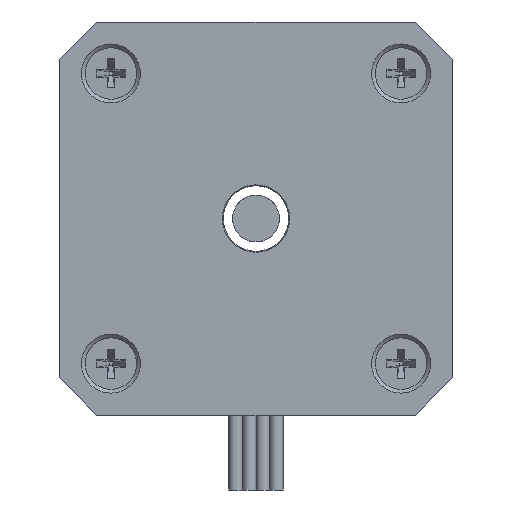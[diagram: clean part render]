
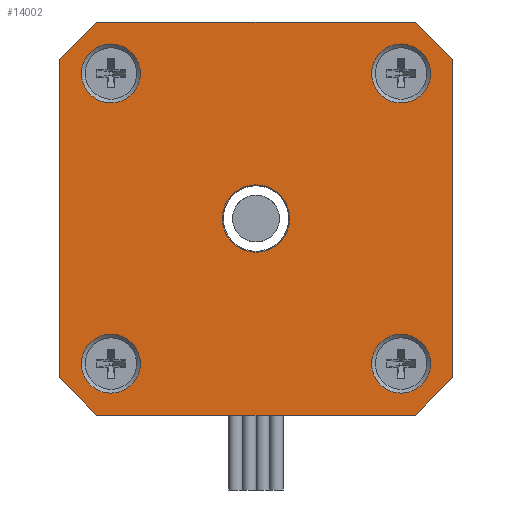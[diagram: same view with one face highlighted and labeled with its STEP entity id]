
A CAD part, front view. The second image highlights one B-rep face of the part: STEP entity #14002.
In plain terms, the highlighted planar face has unit normal (0, -1, 0).
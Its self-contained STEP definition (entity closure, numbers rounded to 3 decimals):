
#133 = CARTESIAN_POINT ( 'NONE',  ( 15.5, -33.3, -15.5 ) ) ;
#304 = EDGE_CURVE ( 'NONE', #6110, #6110, #7837, .T. ) ;
#602 = CARTESIAN_POINT ( 'NONE',  ( -17., -33.3, 21. ) ) ;
#716 = CARTESIAN_POINT ( 'NONE',  ( -21., -33.3, 17. ) ) ;
#735 = EDGE_LOOP ( 'NONE', ( #13690 ) ) ;
#964 = EDGE_CURVE ( 'NONE', #17970, #11333, #13332, .T. ) ;
#1363 = LINE ( 'NONE', #8868, #5662 ) ;
#1422 = CARTESIAN_POINT ( 'NONE',  ( 17., -33.3, -21. ) ) ;
#1534 = AXIS2_PLACEMENT_3D ( 'NONE', #5803, #19407, #4705 ) ;
#1641 = VECTOR ( 'NONE', #19143, 1000. ) ;
#1971 = VERTEX_POINT ( 'NONE', #6791 ) ;
#2227 = CIRCLE ( 'NONE', #17673, 3.15 ) ;
#2357 = CIRCLE ( 'NONE', #19356, 3.15 ) ;
#3206 = CARTESIAN_POINT ( 'NONE',  ( -15.5, -33.3, 15.5 ) ) ;
#3335 = ORIENTED_EDGE ( 'NONE', *, *, #964, .T. ) ;
#3445 = CARTESIAN_POINT ( 'NONE',  ( -17., -33.3, -21. ) ) ;
#3719 = CARTESIAN_POINT ( 'NONE',  ( 15.5, -33.3, 12.35 ) ) ;
#3789 = DIRECTION ( 'NONE',  ( 0., -1., 0. ) ) ;
#3824 = EDGE_CURVE ( 'NONE', #10309, #17970, #3892, .T. ) ;
#3892 = LINE ( 'NONE', #6066, #9286 ) ;
#4376 = ORIENTED_EDGE ( 'NONE', *, *, #3824, .T. ) ;
#4571 = DIRECTION ( 'NONE',  ( 0., 0., -1. ) ) ;
#4705 = DIRECTION ( 'NONE',  ( 0., 0., -1. ) ) ;
#4738 = VECTOR ( 'NONE', #7689, 1000. ) ;
#4957 = DIRECTION ( 'NONE',  ( 0., 0., -1. ) ) ;
#5040 = LINE ( 'NONE', #15311, #14200 ) ;
#5044 = CARTESIAN_POINT ( 'NONE',  ( -17., -33.3, -21. ) ) ;
#5054 = LINE ( 'NONE', #8330, #15902 ) ;
#5078 = ORIENTED_EDGE ( 'NONE', *, *, #7771, .F. ) ;
#5131 = LINE ( 'NONE', #18724, #14035 ) ;
#5329 = ORIENTED_EDGE ( 'NONE', *, *, #8000, .T. ) ;
#5662 = VECTOR ( 'NONE', #19489, 1000. ) ;
#5693 = EDGE_LOOP ( 'NONE', ( #5078 ) ) ;
#5803 = CARTESIAN_POINT ( 'NONE',  ( 0., -33.3, 0. ) ) ;
#5862 = DIRECTION ( 'NONE',  ( -1., 0., 0. ) ) ;
#6066 = CARTESIAN_POINT ( 'NONE',  ( 17., -33.3, 21. ) ) ;
#6068 = VERTEX_POINT ( 'NONE', #12081 ) ;
#6098 = CARTESIAN_POINT ( 'NONE',  ( 21., -33.3, 17. ) ) ;
#6110 = VERTEX_POINT ( 'NONE', #18125 ) ;
#6157 = DIRECTION ( 'NONE',  ( 0., -1., 0. ) ) ;
#6274 = CARTESIAN_POINT ( 'NONE',  ( -21., -33.3, -17. ) ) ;
#6697 = VERTEX_POINT ( 'NONE', #1422 ) ;
#6791 = CARTESIAN_POINT ( 'NONE',  ( 15.5, -33.3, -18.65 ) ) ;
#6804 = DIRECTION ( 'NONE',  ( 1., 0., 0. ) ) ;
#6811 = CARTESIAN_POINT ( 'NONE',  ( -15.5, -33.3, -15.5 ) ) ;
#6919 = ORIENTED_EDGE ( 'NONE', *, *, #19279, .F. ) ;
#7038 = PLANE ( 'NONE',  #9098 ) ;
#7039 = ORIENTED_EDGE ( 'NONE', *, *, #304, .F. ) ;
#7130 = FACE_BOUND ( 'NONE', #12755, .T. ) ;
#7338 = DIRECTION ( 'NONE',  ( 0., 0., -1. ) ) ;
#7606 = EDGE_CURVE ( 'NONE', #15574, #15574, #16550, .T. ) ;
#7689 = DIRECTION ( 'NONE',  ( -0.707, 0., 0.707 ) ) ;
#7771 = EDGE_CURVE ( 'NONE', #1971, #1971, #2357, .T. ) ;
#7837 = CIRCLE ( 'NONE', #10358, 3.15 ) ;
#8000 = EDGE_CURVE ( 'NONE', #17753, #17122, #5054, .T. ) ;
#8008 = DIRECTION ( 'NONE',  ( 0., 0., -1. ) ) ;
#8100 = LINE ( 'NONE', #3445, #8999 ) ;
#8230 = DIRECTION ( 'NONE',  ( 0., 0., 1. ) ) ;
#8330 = CARTESIAN_POINT ( 'NONE',  ( 21., -33.3, -17. ) ) ;
#8358 = EDGE_CURVE ( 'NONE', #17959, #6697, #8100, .T. ) ;
#8362 = ORIENTED_EDGE ( 'NONE', *, *, #14475, .T. ) ;
#8388 = EDGE_CURVE ( 'NONE', #6697, #17753, #5131, .T. ) ;
#8713 = FACE_BOUND ( 'NONE', #5693, .T. ) ;
#8868 = CARTESIAN_POINT ( 'NONE',  ( -21., -33.3, 17. ) ) ;
#8999 = VECTOR ( 'NONE', #6804, 1000. ) ;
#9098 = AXIS2_PLACEMENT_3D ( 'NONE', #13148, #14823, #7338 ) ;
#9286 = VECTOR ( 'NONE', #5862, 1000. ) ;
#9900 = CARTESIAN_POINT ( 'NONE',  ( 17., -33.3, 21. ) ) ;
#9913 = EDGE_LOOP ( 'NONE', ( #11104, #5329, #8362, #4376, #3335, #12732, #17737, #14259 ) ) ;
#10309 = VERTEX_POINT ( 'NONE', #9900 ) ;
#10358 = AXIS2_PLACEMENT_3D ( 'NONE', #3206, #6157, #4957 ) ;
#10378 = FACE_BOUND ( 'NONE', #735, .T. ) ;
#10578 = CARTESIAN_POINT ( 'NONE',  ( 21., -33.3, -17. ) ) ;
#10787 = DIRECTION ( 'NONE',  ( 0., -1., 0. ) ) ;
#11104 = ORIENTED_EDGE ( 'NONE', *, *, #8388, .T. ) ;
#11333 = VERTEX_POINT ( 'NONE', #716 ) ;
#11488 = EDGE_LOOP ( 'NONE', ( #7039 ) ) ;
#11565 = EDGE_LOOP ( 'NONE', ( #6919 ) ) ;
#11762 = FACE_BOUND ( 'NONE', #11565, .T. ) ;
#12081 = CARTESIAN_POINT ( 'NONE',  ( -15.5, -33.3, -18.65 ) ) ;
#12244 = CIRCLE ( 'NONE', #1534, 3.6 ) ;
#12732 = ORIENTED_EDGE ( 'NONE', *, *, #18656, .T. ) ;
#12755 = EDGE_LOOP ( 'NONE', ( #13974 ) ) ;
#13148 = CARTESIAN_POINT ( 'NONE',  ( 0., -33.3, 0. ) ) ;
#13266 = CARTESIAN_POINT ( 'NONE',  ( 21., -33.3, 17. ) ) ;
#13332 = LINE ( 'NONE', #19336, #1641 ) ;
#13440 = EDGE_CURVE ( 'NONE', #18247, #18247, #12244, .T. ) ;
#13690 = ORIENTED_EDGE ( 'NONE', *, *, #13440, .T. ) ;
#13697 = LINE ( 'NONE', #6098, #4738 ) ;
#13820 = CARTESIAN_POINT ( 'NONE',  ( 0., -33.3, -3.6 ) ) ;
#13974 = ORIENTED_EDGE ( 'NONE', *, *, #7606, .F. ) ;
#14002 = ADVANCED_FACE ( 'NONE', ( #8713, #11762, #16111, #7130, #10378, #14435 ), #7038, .T. ) ;
#14035 = VECTOR ( 'NONE', #15500, 1000. ) ;
#14200 = VECTOR ( 'NONE', #15512, 1000. ) ;
#14259 = ORIENTED_EDGE ( 'NONE', *, *, #8358, .T. ) ;
#14435 = FACE_OUTER_BOUND ( 'NONE', #9913, .T. ) ;
#14475 = EDGE_CURVE ( 'NONE', #17122, #10309, #13697, .T. ) ;
#14823 = DIRECTION ( 'NONE',  ( 0., -1., 0. ) ) ;
#15311 = CARTESIAN_POINT ( 'NONE',  ( -21., -33.3, -17. ) ) ;
#15500 = DIRECTION ( 'NONE',  ( 0.707, 0., 0.707 ) ) ;
#15512 = DIRECTION ( 'NONE',  ( 0.707, 0., -0.707 ) ) ;
#15574 = VERTEX_POINT ( 'NONE', #3719 ) ;
#15902 = VECTOR ( 'NONE', #8230, 1000. ) ;
#16111 = FACE_BOUND ( 'NONE', #11488, .T. ) ;
#16550 = CIRCLE ( 'NONE', #17457, 3.15 ) ;
#17122 = VERTEX_POINT ( 'NONE', #13266 ) ;
#17208 = CARTESIAN_POINT ( 'NONE',  ( 15.5, -33.3, 15.5 ) ) ;
#17260 = DIRECTION ( 'NONE',  ( 0., -1., 0. ) ) ;
#17324 = EDGE_CURVE ( 'NONE', #18852, #17959, #5040, .T. ) ;
#17457 = AXIS2_PLACEMENT_3D ( 'NONE', #17208, #3789, #18995 ) ;
#17673 = AXIS2_PLACEMENT_3D ( 'NONE', #6811, #17260, #8008 ) ;
#17737 = ORIENTED_EDGE ( 'NONE', *, *, #17324, .T. ) ;
#17753 = VERTEX_POINT ( 'NONE', #10578 ) ;
#17959 = VERTEX_POINT ( 'NONE', #5044 ) ;
#17970 = VERTEX_POINT ( 'NONE', #602 ) ;
#18125 = CARTESIAN_POINT ( 'NONE',  ( -15.5, -33.3, 12.35 ) ) ;
#18247 = VERTEX_POINT ( 'NONE', #13820 ) ;
#18656 = EDGE_CURVE ( 'NONE', #11333, #18852, #1363, .T. ) ;
#18724 = CARTESIAN_POINT ( 'NONE',  ( 17., -33.3, -21. ) ) ;
#18852 = VERTEX_POINT ( 'NONE', #6274 ) ;
#18995 = DIRECTION ( 'NONE',  ( 0., 0., -1. ) ) ;
#19143 = DIRECTION ( 'NONE',  ( -0.707, 0., -0.707 ) ) ;
#19279 = EDGE_CURVE ( 'NONE', #6068, #6068, #2227, .T. ) ;
#19336 = CARTESIAN_POINT ( 'NONE',  ( -17., -33.3, 21. ) ) ;
#19356 = AXIS2_PLACEMENT_3D ( 'NONE', #133, #10787, #4571 ) ;
#19407 = DIRECTION ( 'NONE',  ( 0., 1., 0. ) ) ;
#19489 = DIRECTION ( 'NONE',  ( 0., 0., -1. ) ) ;
